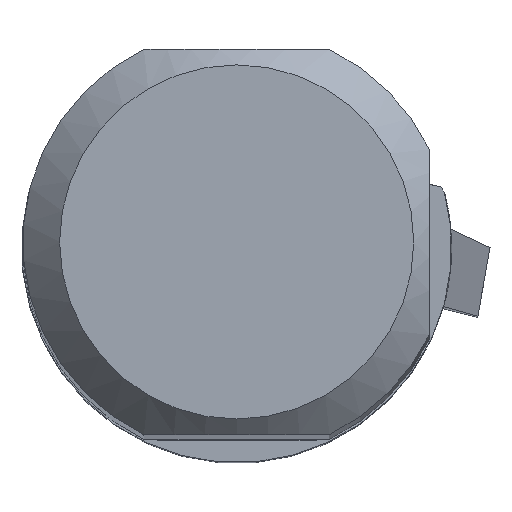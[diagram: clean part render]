
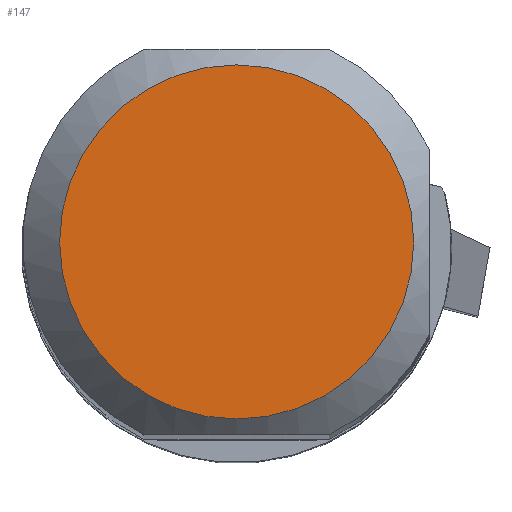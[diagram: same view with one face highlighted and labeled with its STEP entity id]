
A CAD part, top view. The second image highlights one B-rep face of the part: STEP entity #147.
In plain terms, the highlighted planar face has unit normal (0, 0, 1).
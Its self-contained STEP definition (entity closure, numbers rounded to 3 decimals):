
#101=CIRCLE('',#1003,8.275);
#147=ADVANCED_FACE('',(#228),#184,.F.);
#184=PLANE('',#1004);
#228=FACE_OUTER_BOUND('',#275,.T.);
#275=EDGE_LOOP('',(#655));
#655=ORIENTED_EDGE('',*,*,#881,.F.);
#763=VERTEX_POINT('',#1521);
#881=EDGE_CURVE('',#763,#763,#101,.T.);
#1003=AXIS2_PLACEMENT_3D('',#1520,#1234,#1235);
#1004=AXIS2_PLACEMENT_3D('',#1522,#1236,#1237);
#1234=DIRECTION('',(0.,0.,-1.));
#1235=DIRECTION('',(0.,-1.,0.));
#1236=DIRECTION('',(0.,0.,-1.));
#1237=DIRECTION('',(0.,-1.,0.));
#1520=CARTESIAN_POINT('',(0.,0.,119.));
#1521=CARTESIAN_POINT('',(0.,-8.275,119.));
#1522=CARTESIAN_POINT('',(0.,0.,119.));
